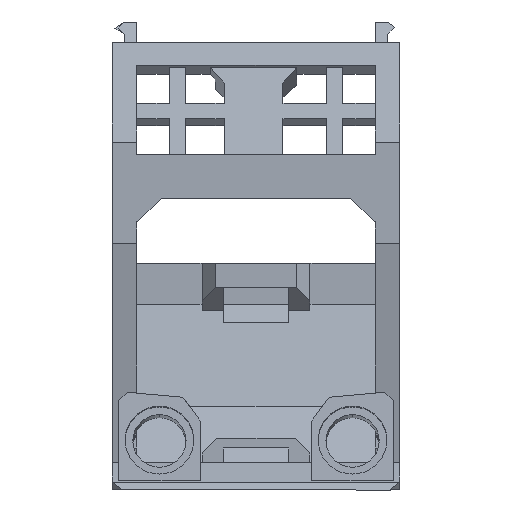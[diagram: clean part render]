
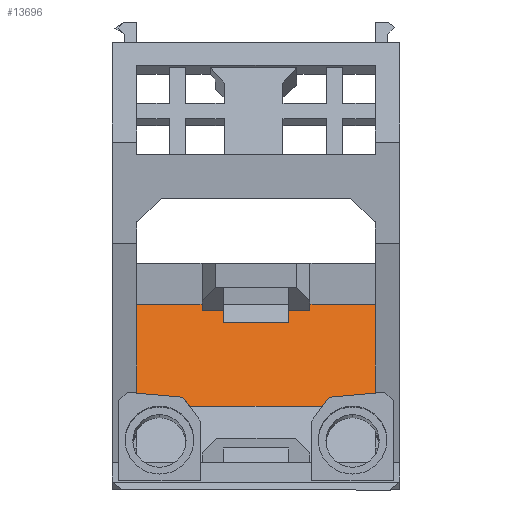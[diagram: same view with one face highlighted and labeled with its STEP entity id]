
A CAD part, left-side view. The second image highlights one B-rep face of the part: STEP entity #13696.
In plain terms, the highlighted planar face has unit normal (-0.951, 0, 0.308).
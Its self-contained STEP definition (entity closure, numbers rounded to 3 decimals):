
#37 = CARTESIAN_POINT ( 'NONE',  ( 169.894, 137.577, 10.264 ) ) ;
#325 = CARTESIAN_POINT ( 'NONE',  ( 173.683, 145.577, 21.951 ) ) ;
#636 = CARTESIAN_POINT ( 'NONE',  ( 173.223, 139.777, 20.533 ) ) ;
#844 = ORIENTED_EDGE ( 'NONE', *, *, #12210, .F. ) ;
#1413 = VECTOR ( 'NONE', #11370, 1000. ) ;
#1564 = CARTESIAN_POINT ( 'NONE',  ( 169.894, 139.777, 10.264 ) ) ;
#1622 = EDGE_LOOP ( 'NONE', ( #9191, #12198, #2321, #18869, #19209, #14453, #11185, #14111, #9999, #18854, #844, #3662 ) ) ;
#1838 = VERTEX_POINT ( 'NONE', #10113 ) ;
#1871 = DIRECTION ( 'NONE',  ( -0.308, 0., -0.951 ) ) ;
#2086 = CARTESIAN_POINT ( 'NONE',  ( 173.683, 156.177, 21.951 ) ) ;
#2102 = EDGE_CURVE ( 'NONE', #15700, #6697, #8161, .T. ) ;
#2301 = EDGE_CURVE ( 'NONE', #15366, #1838, #10460, .T. ) ;
#2321 = ORIENTED_EDGE ( 'NONE', *, *, #19624, .T. ) ;
#3140 = CARTESIAN_POINT ( 'NONE',  ( 173.922, 158.777, 22.687 ) ) ;
#3433 = VERTEX_POINT ( 'NONE', #15784 ) ;
#3573 = EDGE_CURVE ( 'NONE', #5094, #9061, #11181, .T. ) ;
#3662 = ORIENTED_EDGE ( 'NONE', *, *, #19302, .F. ) ;
#3766 = VERTEX_POINT ( 'NONE', #2086 ) ;
#3841 = CARTESIAN_POINT ( 'NONE',  ( 173.922, 139.777, 22.687 ) ) ;
#3995 = CARTESIAN_POINT ( 'NONE',  ( 178.466, 137.577, 36.702 ) ) ;
#4788 = VECTOR ( 'NONE', #14475, 1000. ) ;
#5039 = VECTOR ( 'NONE', #9087, 1000. ) ;
#5094 = VERTEX_POINT ( 'NONE', #10697 ) ;
#5217 = CARTESIAN_POINT ( 'NONE',  ( 178.466, 166.777, 36.702 ) ) ;
#5284 = EDGE_CURVE ( 'NONE', #9061, #15366, #14028, .T. ) ;
#5292 = LINE ( 'NONE', #10154, #1413 ) ;
#5520 = LINE ( 'NONE', #3995, #19909 ) ;
#5908 = DIRECTION ( 'NONE',  ( 0., -1., 0. ) ) ;
#6254 = CARTESIAN_POINT ( 'NONE',  ( 173.683, 148.177, 21.951 ) ) ;
#6440 = EDGE_CURVE ( 'NONE', #10459, #6697, #15470, .T. ) ;
#6460 = EDGE_CURVE ( 'NONE', #3766, #3433, #16768, .T. ) ;
#6697 = VERTEX_POINT ( 'NONE', #13110 ) ;
#7073 = EDGE_CURVE ( 'NONE', #3433, #12852, #5292, .T. ) ;
#7232 = LINE ( 'NONE', #16433, #9946 ) ;
#8060 = CARTESIAN_POINT ( 'NONE',  ( 173.922, 139.777, 22.687 ) ) ;
#8127 = DIRECTION ( 'NONE',  ( -0.308, 0., -0.951 ) ) ;
#8161 = LINE ( 'NONE', #5217, #9090 ) ;
#8393 = VECTOR ( 'NONE', #5908, 1000. ) ;
#9061 = VERTEX_POINT ( 'NONE', #11789 ) ;
#9087 = DIRECTION ( 'NONE',  ( 0., 1., 0. ) ) ;
#9090 = VECTOR ( 'NONE', #1871, 1000. ) ;
#9191 = ORIENTED_EDGE ( 'NONE', *, *, #6460, .T. ) ;
#9426 = VECTOR ( 'NONE', #10166, 1000. ) ;
#9922 = EDGE_CURVE ( 'NONE', #1838, #17738, #19603, .T. ) ;
#9946 = VECTOR ( 'NONE', #11574, 1000. ) ;
#9999 = ORIENTED_EDGE ( 'NONE', *, *, #2301, .T. ) ;
#10113 = CARTESIAN_POINT ( 'NONE',  ( 173.683, 148.177, 21.951 ) ) ;
#10154 = CARTESIAN_POINT ( 'NONE',  ( 175.111, 158.777, 26.354 ) ) ;
#10166 = DIRECTION ( 'NONE',  ( 0., 1., 0. ) ) ;
#10414 = CARTESIAN_POINT ( 'NONE',  ( 169.75, 148.177, 9.821 ) ) ;
#10459 = VERTEX_POINT ( 'NONE', #37 ) ;
#10460 = LINE ( 'NONE', #17953, #9426 ) ;
#10502 = CARTESIAN_POINT ( 'NONE',  ( 173.223, 148.177, 20.533 ) ) ;
#10697 = CARTESIAN_POINT ( 'NONE',  ( 173.922, 137.577, 22.687 ) ) ;
#10789 = VECTOR ( 'NONE', #10905, 1000. ) ;
#10905 = DIRECTION ( 'NONE',  ( -0.308, 0., -0.951 ) ) ;
#11181 = LINE ( 'NONE', #8060, #19753 ) ;
#11185 = ORIENTED_EDGE ( 'NONE', *, *, #3573, .T. ) ;
#11370 = DIRECTION ( 'NONE',  ( 0.308, 0., 0.951 ) ) ;
#11452 = CARTESIAN_POINT ( 'NONE',  ( 169.75, 139.777, 9.821 ) ) ;
#11574 = DIRECTION ( 'NONE',  ( -0.308, 0., -0.951 ) ) ;
#11789 = CARTESIAN_POINT ( 'NONE',  ( 173.922, 145.577, 22.687 ) ) ;
#12184 = VECTOR ( 'NONE', #13253, 1000. ) ;
#12198 = ORIENTED_EDGE ( 'NONE', *, *, #7073, .T. ) ;
#12210 = EDGE_CURVE ( 'NONE', #13126, #17738, #14520, .T. ) ;
#12852 = VERTEX_POINT ( 'NONE', #3140 ) ;
#13110 = CARTESIAN_POINT ( 'NONE',  ( 169.894, 166.777, 10.264 ) ) ;
#13126 = VERTEX_POINT ( 'NONE', #17374 ) ;
#13253 = DIRECTION ( 'NONE',  ( -0.308, 0., -0.951 ) ) ;
#13583 = CARTESIAN_POINT ( 'NONE',  ( 173.922, 166.777, 22.687 ) ) ;
#13696 = ADVANCED_FACE ( 'NONE', ( #17351 ), #16120, .F. ) ;
#14028 = LINE ( 'NONE', #18588, #10789 ) ;
#14111 = ORIENTED_EDGE ( 'NONE', *, *, #5284, .T. ) ;
#14453 = ORIENTED_EDGE ( 'NONE', *, *, #16948, .F. ) ;
#14475 = DIRECTION ( 'NONE',  ( 0., 1., 0. ) ) ;
#14520 = LINE ( 'NONE', #636, #8393 ) ;
#15259 = DIRECTION ( 'NONE',  ( 0., 1., 0. ) ) ;
#15366 = VERTEX_POINT ( 'NONE', #325 ) ;
#15470 = LINE ( 'NONE', #1564, #5039 ) ;
#15700 = VERTEX_POINT ( 'NONE', #13583 ) ;
#15784 = CARTESIAN_POINT ( 'NONE',  ( 173.683, 158.777, 21.951 ) ) ;
#16016 = DIRECTION ( 'NONE',  ( 0.951, 0., -0.308 ) ) ;
#16029 = DIRECTION ( 'NONE',  ( 0., 1., 0. ) ) ;
#16120 = PLANE ( 'NONE',  #18208 ) ;
#16433 = CARTESIAN_POINT ( 'NONE',  ( 169.75, 156.177, 9.821 ) ) ;
#16768 = LINE ( 'NONE', #6254, #18615 ) ;
#16948 = EDGE_CURVE ( 'NONE', #5094, #10459, #5520, .T. ) ;
#17351 = FACE_OUTER_BOUND ( 'NONE', #1622, .T. ) ;
#17374 = CARTESIAN_POINT ( 'NONE',  ( 173.223, 156.177, 20.533 ) ) ;
#17738 = VERTEX_POINT ( 'NONE', #10502 ) ;
#17953 = CARTESIAN_POINT ( 'NONE',  ( 173.683, 148.177, 21.951 ) ) ;
#18208 = AXIS2_PLACEMENT_3D ( 'NONE', #11452, #16016, #19145 ) ;
#18588 = CARTESIAN_POINT ( 'NONE',  ( 174.231, 145.577, 23.64 ) ) ;
#18615 = VECTOR ( 'NONE', #15259, 1000. ) ;
#18854 = ORIENTED_EDGE ( 'NONE', *, *, #9922, .T. ) ;
#18869 = ORIENTED_EDGE ( 'NONE', *, *, #2102, .T. ) ;
#18931 = LINE ( 'NONE', #3841, #4788 ) ;
#19145 = DIRECTION ( 'NONE',  ( -0.308, 0., -0.951 ) ) ;
#19209 = ORIENTED_EDGE ( 'NONE', *, *, #6440, .F. ) ;
#19302 = EDGE_CURVE ( 'NONE', #3766, #13126, #7232, .T. ) ;
#19603 = LINE ( 'NONE', #10414, #12184 ) ;
#19624 = EDGE_CURVE ( 'NONE', #12852, #15700, #18931, .T. ) ;
#19753 = VECTOR ( 'NONE', #16029, 1000. ) ;
#19909 = VECTOR ( 'NONE', #8127, 1000. ) ;
